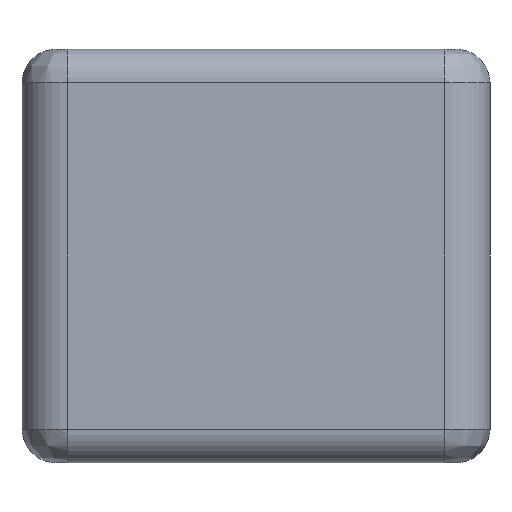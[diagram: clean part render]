
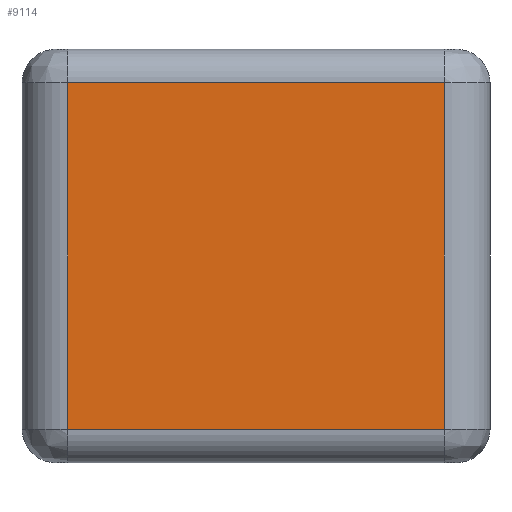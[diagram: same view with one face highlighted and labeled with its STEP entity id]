
A CAD part, left-side view. The second image highlights one B-rep face of the part: STEP entity #9114.
In plain terms, the highlighted planar face has unit normal (-1, 0, 0).
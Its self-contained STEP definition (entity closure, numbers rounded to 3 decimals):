
#7346=FACE_OUTER_BOUND('',#13294,.T.);
#9114=ADVANCED_FACE('',(#7346),#11063,.T.);
#11063=PLANE('',#42503);
#13294=EDGE_LOOP('',(#16530,#16531,#16532,#16533));
#16530=ORIENTED_EDGE('',*,*,#29461,.T.);
#16531=ORIENTED_EDGE('',*,*,#29465,.T.);
#16532=ORIENTED_EDGE('',*,*,#29462,.T.);
#16533=ORIENTED_EDGE('',*,*,#29438,.T.);
#25814=VERTEX_POINT('',#54101);
#25817=VERTEX_POINT('',#54106);
#25831=VERTEX_POINT('',#54180);
#25832=VERTEX_POINT('',#54184);
#29438=EDGE_CURVE('',#25814,#25817,#34373,.T.);
#29461=EDGE_CURVE('',#25817,#25831,#34389,.T.);
#29462=EDGE_CURVE('',#25832,#25814,#34390,.T.);
#29465=EDGE_CURVE('',#25831,#25832,#34392,.T.);
#34373=LINE('',#54107,#37973);
#34389=LINE('',#54181,#37989);
#34390=LINE('',#54183,#37990);
#34392=LINE('',#54189,#37992);
#37973=VECTOR('',#45507,1.);
#37989=VECTOR('',#45547,1.);
#37990=VECTOR('',#45550,1.);
#37992=VECTOR('',#45556,1.);
#42503=AXIS2_PLACEMENT_3D('',#54190,#45557,#45558);
#45507=DIRECTION('',(0.,1.,0.));
#45547=DIRECTION('',(0.,0.,-1.));
#45550=DIRECTION('',(0.,0.,1.));
#45556=DIRECTION('',(0.,-1.,0.));
#45557=DIRECTION('',(-1.,0.,0.));
#45558=DIRECTION('',(0.,0.,1.));
#54101=CARTESIAN_POINT('',(99.9,-46.35,4.25));
#54106=CARTESIAN_POINT('',(99.9,-15.65,4.25));
#54107=CARTESIAN_POINT('',(99.9,-31.,4.25));
#54180=CARTESIAN_POINT('',(99.9,-15.65,-24.));
#54181=CARTESIAN_POINT('',(99.9,-15.65,-27.951));
#54183=CARTESIAN_POINT('',(99.9,-46.35,-27.951));
#54184=CARTESIAN_POINT('',(99.9,-46.35,-24.));
#54189=CARTESIAN_POINT('',(99.9,-31.,-24.));
#54190=CARTESIAN_POINT('',(99.9,-31.,-27.951));
